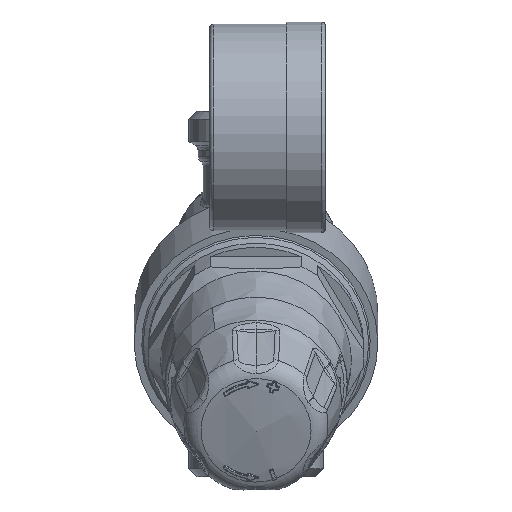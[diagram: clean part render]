
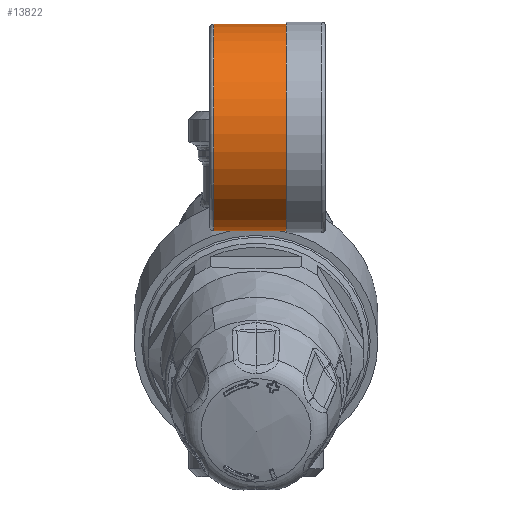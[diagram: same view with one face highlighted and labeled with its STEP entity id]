
A CAD part, top view. The second image highlights one B-rep face of the part: STEP entity #13822.
In plain terms, the highlighted cylindrical face has radius 25.5 mm (diameter 51 mm), a full revolution.
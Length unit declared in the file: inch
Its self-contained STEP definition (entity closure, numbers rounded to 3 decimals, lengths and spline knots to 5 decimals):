
#1300=FACE_BOUND('',#3279,.T.);
#1642=CYLINDRICAL_SURFACE('',#15249,1.00394);
#2444=FACE_OUTER_BOUND('',#3278,.T.);
#3278=EDGE_LOOP('',(#12127,#12128,#12129,#12130,#12131));
#3279=EDGE_LOOP('',(#12132,#12133,#12134,#12135));
#3728=LINE('',#47017,#4172);
#3736=LINE('',#47036,#4180);
#3740=LINE('',#47086,#4184);
#4172=VECTOR('',#18444,0.3937);
#4180=VECTOR('',#18462,0.3937);
#4184=VECTOR('',#18510,1.00394);
#4903=CIRCLE('',#15226,1.00394);
#4904=CIRCLE('',#15228,1.00394);
#4919=CIRCLE('',#15250,1.00394);
#4920=CIRCLE('',#15251,1.00394);
#4921=CIRCLE('',#15252,1.00394);
#6131=VERTEX_POINT('',#47015);
#6132=VERTEX_POINT('',#47016);
#6135=VERTEX_POINT('',#47024);
#6137=VERTEX_POINT('',#47030);
#6151=VERTEX_POINT('',#47081);
#6152=VERTEX_POINT('',#47082);
#6153=VERTEX_POINT('',#47085);
#8122=EDGE_CURVE('',#6131,#6132,#3728,.T.);
#8126=EDGE_CURVE('',#6135,#6131,#4903,.T.);
#8129=EDGE_CURVE('',#6132,#6137,#4904,.T.);
#8132=EDGE_CURVE('',#6137,#6135,#3736,.T.);
#8150=EDGE_CURVE('',#6151,#6152,#4919,.T.);
#8151=EDGE_CURVE('',#6152,#6151,#4920,.T.);
#8152=EDGE_CURVE('',#6152,#6153,#3740,.T.);
#8153=EDGE_CURVE('',#6153,#6153,#4921,.T.);
#12127=ORIENTED_EDGE('',*,*,#8150,.F.);
#12128=ORIENTED_EDGE('',*,*,#8151,.F.);
#12129=ORIENTED_EDGE('',*,*,#8152,.T.);
#12130=ORIENTED_EDGE('',*,*,#8153,.F.);
#12131=ORIENTED_EDGE('',*,*,#8152,.F.);
#12132=ORIENTED_EDGE('',*,*,#8126,.T.);
#12133=ORIENTED_EDGE('',*,*,#8122,.T.);
#12134=ORIENTED_EDGE('',*,*,#8129,.T.);
#12135=ORIENTED_EDGE('',*,*,#8132,.T.);
#13822=ADVANCED_FACE('',(#2444,#1300),#1642,.T.);
#15226=AXIS2_PLACEMENT_3D('',#47025,#18450,#18451);
#15228=AXIS2_PLACEMENT_3D('',#47031,#18456,#18457);
#15249=AXIS2_PLACEMENT_3D('',#47080,#18504,#18505);
#15250=AXIS2_PLACEMENT_3D('',#47083,#18506,#18507);
#15251=AXIS2_PLACEMENT_3D('',#47084,#18508,#18509);
#15252=AXIS2_PLACEMENT_3D('',#47087,#18511,#18512);
#18444=DIRECTION('',(-1.,0.,0.));
#18450=DIRECTION('center_axis',(1.,0.,0.));
#18451=DIRECTION('ref_axis',(0.,-0.961,0.276));
#18456=DIRECTION('center_axis',(-1.,0.,0.));
#18457=DIRECTION('ref_axis',(0.,-0.961,0.276));
#18462=DIRECTION('',(1.,0.,0.));
#18504=DIRECTION('center_axis',(-1.,0.,0.));
#18505=DIRECTION('ref_axis',(0.,-0.961,0.276));
#18506=DIRECTION('center_axis',(-1.,0.,0.));
#18507=DIRECTION('ref_axis',(0.,-0.961,0.276));
#18508=DIRECTION('center_axis',(-1.,0.,0.));
#18509=DIRECTION('ref_axis',(0.,-0.961,0.276));
#18510=DIRECTION('',(1.,0.,0.));
#18511=DIRECTION('center_axis',(1.,0.,0.));
#18512=DIRECTION('ref_axis',(0.,-0.961,0.276));
#47015=CARTESIAN_POINT('',(0.24498,1.33091,2.16524));
#47016=CARTESIAN_POINT('',(-0.24498,1.33091,2.16524));
#47017=CARTESIAN_POINT('',(-0.44875,1.33091,2.16524));
#47024=CARTESIAN_POINT('',(0.24498,0.85995,2.30038));
#47025=CARTESIAN_POINT('Origin',(0.24498,1.36395,3.16864));
#47030=CARTESIAN_POINT('',(-0.24498,0.85995,2.30038));
#47031=CARTESIAN_POINT('Origin',(-0.24498,1.36395,3.16864));
#47036=CARTESIAN_POINT('',(-0.44875,0.85995,2.30038));
#47080=CARTESIAN_POINT('Origin',(-0.44875,1.36395,3.16864));
#47081=CARTESIAN_POINT('',(-0.40938,0.3989,3.44536));
#47082=CARTESIAN_POINT('',(-0.40938,2.32899,2.89191));
#47083=CARTESIAN_POINT('Origin',(-0.40938,1.36395,3.16864));
#47084=CARTESIAN_POINT('Origin',(-0.40938,1.36395,3.16864));
#47085=CARTESIAN_POINT('',(0.29534,2.32899,2.89191));
#47086=CARTESIAN_POINT('',(-0.44875,2.32899,2.89191));
#47087=CARTESIAN_POINT('Origin',(0.29534,1.36395,3.16864));
